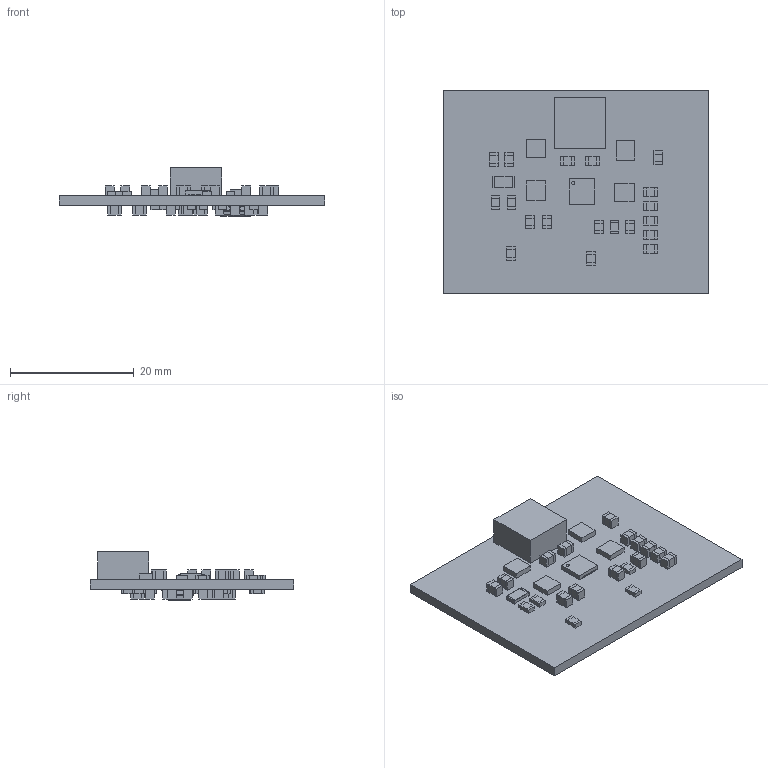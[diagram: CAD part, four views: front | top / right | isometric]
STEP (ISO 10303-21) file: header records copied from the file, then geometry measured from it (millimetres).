
FILE_DESCRIPTION(('Open CASCADE Model'),'2;1');
FILE_NAME('Open CASCADE Shape Model','2019-05-30T15:37:49',('Author'),( 'Open CASCADE'),'Open CASCADE STEP processor 6.8','Open CASCADE 6.8' ,'Unknown');
FILE_SCHEMA(('AUTOMOTIVE_DESIGN { 1 0 10303 214 1 1 1 1 }'));
Length unit declared in the file: millimetre
Products named in the file (105): PCB; BoardBQ25703A_Module; Open CASCADE STEP translator 6.8 2.1.1; R21BQ25703A_Module; 6120998448; Extruded; 6121004368; R20BQ25703A_Module; R17BQ25703A_Module; C22BQ25703A_Module; 6176842240; 6176842480; U1BQ25703A_Module; 7449756432; Open_CASCADE_STEP_translator_6.8_1.1; Body; Open_CASCADE_STEP_translator_6.8_1.2.1; Thermal_Shape; Pin_Shape; Open_CASCADE_STEP_translator_6.8_1.4.1; R12BQ25703A_Module; R9BQ25703A_Module; C34BQ25703A_Module; 6121007248; 6120998608; C33BQ25703A_Module; R1BQ25703A_Module; 7449760592; Mid_Body; Terminal; Open_CASCADE_STEP_translator_6.8_2.2.1; Mark; R8BQ25703A_Module; C28BQ25703A_Module; L1BQ25703A_Module; 5048112192; C15BQ25703A_Module; C13BQ25703A_Module; C12BQ25703A_Module; C10BQ25703A_Module ...
Assembly tree (285 placements, depth 5):
  PCB
    BoardBQ25703A_Module
      Open CASCADE STEP translator 6.8 2.1.1
    R21BQ25703A_Module
      6120998448  x2
        Extruded
      6121004368
        Extruded
    R20BQ25703A_Module
      6120998448  x2
        Extruded
      6121004368
        Extruded
    R17BQ25703A_Module
      6120998448  x2
        Extruded
      6121004368
        Extruded
    C22BQ25703A_Module
      6176842240  x2
        Extruded
      6176842480
        Extruded
    U1BQ25703A_Module
      7449756432
        Open_CASCADE_STEP_translator_6.8_1.1
        Body
          Open_CASCADE_STEP_translator_6.8_1.2.1
        Thermal_Shape
        Pin_Shape  x32
          Open_CASCADE_STEP_translator_6.8_1.4.1
    R12BQ25703A_Module
      6120998448  x2
        Extruded
      6121004368
        Extruded
    R9BQ25703A_Module
      6120998448  x2
        Extruded
      6121004368
        Extruded
    C34BQ25703A_Module
      6121007248
        Extruded
      6120998608  x2
        Extruded
    C33BQ25703A_Module
      6121007248
        Extruded
      6120998608  x2
        Extruded
    R1BQ25703A_Module
      7449760592
        Mid_Body
        Terminal  x2
          Open_CASCADE_STEP_translator_6.8_2.2.1
        Mark
    R8BQ25703A_Module
      6120998448  x2
        Extruded
Bounding box: 43 x 33 x 7.86 mm (x, y, z)
Volume: 2880 mm3; surface area: 4822 mm2
Topology: 204 solids, 206 shells, 1689 faces, 3397 edges, 2110 vertices
Faces by surface type: plane 1606, cylinder 65, sphere 10, bspline 8
Full cylindrical faces by diameter (mm): 0.5 x1, 0.519 x1
Entity records: 10105 total; most frequent: CARTESIAN_POINT 2030, DIRECTION 1509, ORIENTED_EDGE 940, AXIS2_PLACEMENT_3D 557, EDGE_CURVE 471, LINE 395, VECTOR 395, PRODUCT_DEFINITION_SHAPE 390
